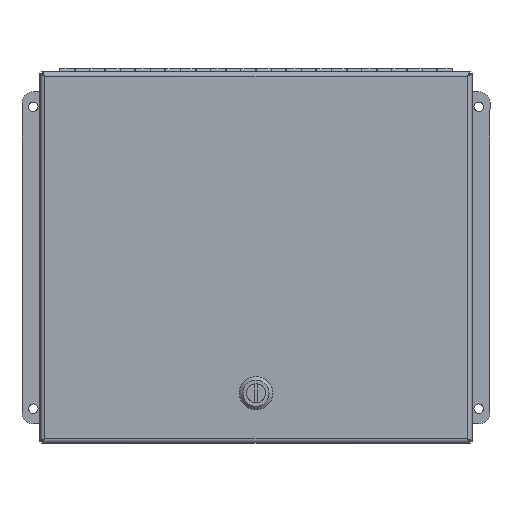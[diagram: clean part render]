
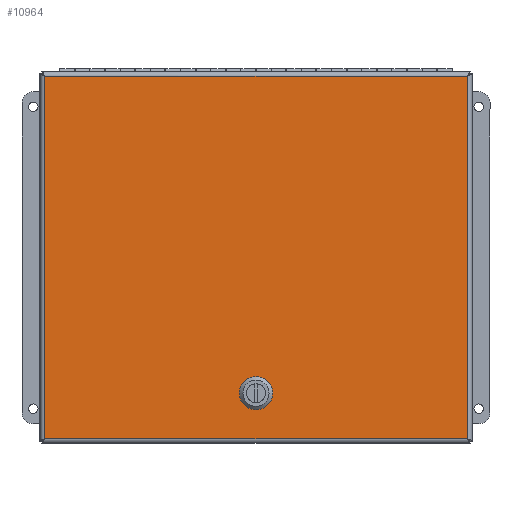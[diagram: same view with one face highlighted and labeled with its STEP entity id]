
A CAD part, top view. The second image highlights one B-rep face of the part: STEP entity #10964.
In plain terms, the highlighted face is planar.
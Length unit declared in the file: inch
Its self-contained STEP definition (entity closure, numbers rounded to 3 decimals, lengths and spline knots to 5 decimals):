
#237=FACE_BOUND('',#1595,.T.);
#557=PLANE('',#11636);
#940=FACE_OUTER_BOUND('',#1594,.T.);
#1594=EDGE_LOOP('',(#7446,#7447,#7448,#7449));
#1595=EDGE_LOOP('',(#7450,#7451,#7452,#7453,#7454,#7455,#7456,#7457));
#2353=LINE('',#15780,#3362);
#2357=LINE('',#15792,#3366);
#2361=LINE('',#15804,#3370);
#2365=LINE('',#15815,#3374);
#2368=LINE('',#15830,#3377);
#2384=LINE('',#15932,#3393);
#2399=LINE('',#16032,#3408);
#2414=LINE('',#16131,#3423);
#3362=VECTOR('',#12659,0.41231);
#3366=VECTOR('',#12671,0.41231);
#3370=VECTOR('',#12683,0.41231);
#3374=VECTOR('',#12695,0.41231);
#3377=VECTOR('',#12700,14.007);
#3393=VECTOR('',#12730,12.007);
#3408=VECTOR('',#12759,14.007);
#3423=VECTOR('',#12788,12.007);
#4369=CIRCLE('',#11593,0.45);
#4371=CIRCLE('',#11597,0.45);
#4373=CIRCLE('',#11601,0.45);
#4375=CIRCLE('',#11605,0.45);
#4755=VERTEX_POINT('',#15770);
#4756=VERTEX_POINT('',#15771);
#4759=VERTEX_POINT('',#15779);
#4761=VERTEX_POINT('',#15785);
#4763=VERTEX_POINT('',#15791);
#4765=VERTEX_POINT('',#15797);
#4767=VERTEX_POINT('',#15803);
#4769=VERTEX_POINT('',#15809);
#4773=VERTEX_POINT('',#15821);
#4774=VERTEX_POINT('',#15829);
#4785=VERTEX_POINT('',#15924);
#4795=VERTEX_POINT('',#16024);
#5739=EDGE_CURVE('',#4755,#4756,#4369,.T.);
#5743=EDGE_CURVE('',#4759,#4755,#2353,.T.);
#5746=EDGE_CURVE('',#4761,#4759,#4371,.T.);
#5749=EDGE_CURVE('',#4763,#4761,#2357,.T.);
#5752=EDGE_CURVE('',#4765,#4763,#4373,.T.);
#5755=EDGE_CURVE('',#4767,#4765,#2361,.T.);
#5758=EDGE_CURVE('',#4769,#4767,#4375,.T.);
#5761=EDGE_CURVE('',#4756,#4769,#2365,.T.);
#5765=EDGE_CURVE('',#4774,#4773,#2368,.T.);
#5785=EDGE_CURVE('',#4773,#4785,#2384,.T.);
#5804=EDGE_CURVE('',#4785,#4795,#2399,.T.);
#5823=EDGE_CURVE('',#4795,#4774,#2414,.T.);
#7446=ORIENTED_EDGE('',*,*,#5765,.T.);
#7447=ORIENTED_EDGE('',*,*,#5785,.T.);
#7448=ORIENTED_EDGE('',*,*,#5804,.T.);
#7449=ORIENTED_EDGE('',*,*,#5823,.T.);
#7450=ORIENTED_EDGE('',*,*,#5739,.T.);
#7451=ORIENTED_EDGE('',*,*,#5761,.T.);
#7452=ORIENTED_EDGE('',*,*,#5758,.T.);
#7453=ORIENTED_EDGE('',*,*,#5755,.T.);
#7454=ORIENTED_EDGE('',*,*,#5752,.T.);
#7455=ORIENTED_EDGE('',*,*,#5749,.T.);
#7456=ORIENTED_EDGE('',*,*,#5746,.T.);
#7457=ORIENTED_EDGE('',*,*,#5743,.T.);
#10964=ADVANCED_FACE('',(#940,#237),#557,.F.);
#11593=AXIS2_PLACEMENT_3D('',#15772,#12651,#12652);
#11597=AXIS2_PLACEMENT_3D('',#15786,#12664,#12665);
#11601=AXIS2_PLACEMENT_3D('',#15798,#12676,#12677);
#11605=AXIS2_PLACEMENT_3D('',#15810,#12688,#12689);
#11636=AXIS2_PLACEMENT_3D('',#16217,#12813,#12814);
#12651=DIRECTION('center_axis',(0.,0.,1.));
#12652=DIRECTION('ref_axis',(-0.889,0.458,0.));
#12659=DIRECTION('',(-1.,0.,0.));
#12664=DIRECTION('center_axis',(0.,0.,1.));
#12665=DIRECTION('ref_axis',(0.458,0.889,0.));
#12671=DIRECTION('',(0.,1.,0.));
#12676=DIRECTION('center_axis',(0.,0.,1.));
#12677=DIRECTION('ref_axis',(0.889,-0.458,0.));
#12683=DIRECTION('',(1.,0.,0.));
#12688=DIRECTION('center_axis',(0.,0.,1.));
#12689=DIRECTION('ref_axis',(-0.458,-0.889,0.));
#12695=DIRECTION('',(0.,-1.,0.));
#12700=DIRECTION('',(0.,-1.,0.));
#12730=DIRECTION('',(-1.,0.,0.));
#12759=DIRECTION('',(0.,1.,0.));
#12788=DIRECTION('',(1.,0.,0.));
#12813=DIRECTION('center_axis',(0.,0.,1.));
#12814=DIRECTION('ref_axis',(1.,0.,0.));
#15770=CARTESIAN_POINT('',(10.44634,7.55625,0.));
#15771=CARTESIAN_POINT('',(10.2525,7.36241,0.));
#15772=CARTESIAN_POINT('Origin',(10.6525,7.15625,0.));
#15779=CARTESIAN_POINT('',(10.85866,7.55625,0.));
#15780=CARTESIAN_POINT('',(8.50745,7.55625,0.));
#15785=CARTESIAN_POINT('',(11.0525,7.36241,0.));
#15786=CARTESIAN_POINT('Origin',(10.6525,7.15625,0.));
#15791=CARTESIAN_POINT('',(11.0525,6.95009,0.));
#15792=CARTESIAN_POINT('',(11.0525,7.05317,0.));
#15797=CARTESIAN_POINT('',(10.85866,6.75625,0.));
#15798=CARTESIAN_POINT('Origin',(10.6525,7.15625,0.));
#15803=CARTESIAN_POINT('',(10.44634,6.75625,0.));
#15804=CARTESIAN_POINT('',(8.3013,6.75625,0.));
#15809=CARTESIAN_POINT('',(10.2525,6.95009,0.));
#15810=CARTESIAN_POINT('Origin',(10.6525,7.15625,0.));
#15815=CARTESIAN_POINT('',(10.2525,7.25933,0.));
#15821=CARTESIAN_POINT('',(12.15975,0.15275,0.));
#15829=CARTESIAN_POINT('',(12.15975,14.15975,0.));
#15830=CARTESIAN_POINT('',(12.15975,10.658,0.));
#15924=CARTESIAN_POINT('',(0.15275,0.15275,0.));
#15932=CARTESIAN_POINT('',(9.158,0.15275,0.));
#16024=CARTESIAN_POINT('',(0.15275,14.15975,0.));
#16032=CARTESIAN_POINT('',(0.15275,3.6545,0.));
#16131=CARTESIAN_POINT('',(3.1545,14.15975,0.));
#16217=CARTESIAN_POINT('Origin',(6.15625,7.15625,0.));
